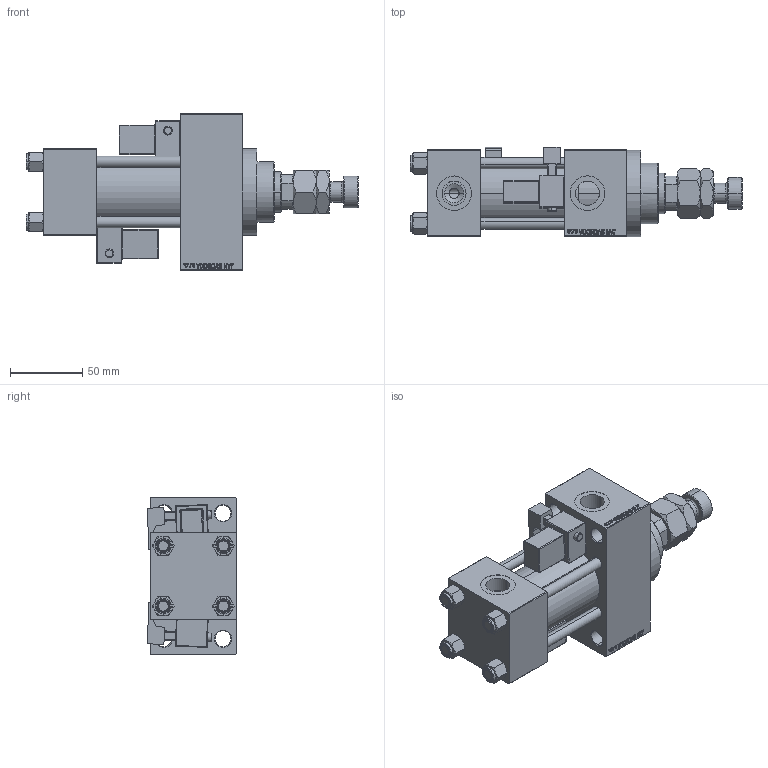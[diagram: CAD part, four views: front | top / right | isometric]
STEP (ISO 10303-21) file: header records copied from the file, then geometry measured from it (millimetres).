
FILE_DESCRIPTION (( 'STEP AP203' ), '1' );
FILE_NAME ('8016.STEP', '2022-04-14T17:22:52', ( '' ), ( '' ), 'SwSTEP 2.0', 'SolidWorks 2019', '' );
FILE_SCHEMA (( 'CONFIG_CONTROL_DESIGN' ));
Length unit declared in the file: millimetre
Products named in the file (8): V215CR_VCP_D c61cc72adb4dce929f992c73283b6e86; V215_VC_A c61cc72adb4dce929f992c73283b6e86; MFA c61cc72adb4dce929f992c73283b6e86; 8016; NUT_M5_D c61cc72adb4dce929f992c73283b6e86; V215CR_D_TYCINKA c61cc72adb4dce929f992c73283b6e86; V215CR_MSU c61cc72adb4dce929f992c73283b6e86; V215CR_D_Body c61cc72adb4dce929f992c73283b6e86
Assembly tree (14 placements, depth 2):
  8016
    V215CR_D_Body c61cc72adb4dce929f992c73283b6e86
    V215CR_VCP_D c61cc72adb4dce929f992c73283b6e86
    NUT_M5_D c61cc72adb4dce929f992c73283b6e86  x4
    V215CR_D_TYCINKA c61cc72adb4dce929f992c73283b6e86  x4
    V215_VC_A c61cc72adb4dce929f992c73283b6e86
    MFA c61cc72adb4dce929f992c73283b6e86
    V215CR_MSU c61cc72adb4dce929f992c73283b6e86  x2
Bounding box: 230 x 61.9 x 109 mm (x, y, z)
Volume: 594135.7 mm3; surface area: 146752.5 mm2
Topology: 14 solids, 14 shells, 1320 faces, 3243 edges, 2047 vertices
Faces by surface type: plane 576, bspline 368, cone 172, cylinder 156, torus 24, sphere 24
Entity records: 51416 total; most frequent: CARTESIAN_POINT 26026, ORIENTED_EDGE 5596, DIRECTION 3856, EDGE_CURVE 2798, VERTEX_POINT 1807, LINE 1630, VECTOR 1630, EDGE_LOOP 1259
